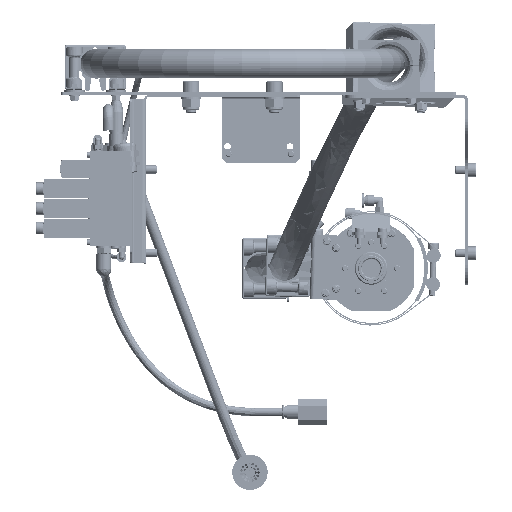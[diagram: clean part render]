
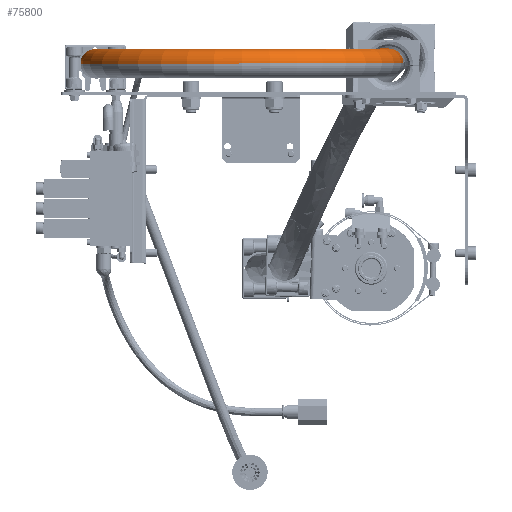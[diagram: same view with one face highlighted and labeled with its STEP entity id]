
A CAD part, left-side view. The second image highlights one B-rep face of the part: STEP entity #75800.
In plain terms, the highlighted toroidal (fillet/blend) face has major radius 141 mm and minor radius 14.15 mm.
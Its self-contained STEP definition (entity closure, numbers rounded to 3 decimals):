
#7926 = TOROIDAL_SURFACE ( 'NONE', #265513, 141., 14.15 ) ;
#10352 = CARTESIAN_POINT ( 'NONE',  ( -59., -30.972, 1962.148 ) ) ;
#14005 = EDGE_CURVE ( 'NONE', #232800, #142783, #55918, .T. ) ;
#28116 = ORIENTED_EDGE ( 'NONE', *, *, #167544, .T. ) ;
#34559 = DIRECTION ( 'NONE',  ( -1., 0., 0. ) ) ;
#44094 = AXIS2_PLACEMENT_3D ( 'NONE', #184163, #52323, #206276 ) ;
#50396 = EDGE_LOOP ( 'NONE', ( #111086, #28116, #199989, #183522, #150172, #156704 ) ) ;
#52323 = DIRECTION ( 'NONE',  ( 0., 0.002, 1. ) ) ;
#53212 = CARTESIAN_POINT ( 'NONE',  ( -59., -16.822, 1976.271 ) ) ;
#54507 = CARTESIAN_POINT ( 'NONE',  ( -59., -16.822, 1962.121 ) ) ;
#55918 = CIRCLE ( 'NONE', #197248, 126.85 ) ;
#56509 = CARTESIAN_POINT ( 'NONE',  ( -59., -2.672, 1962.093 ) ) ;
#69186 = VERTEX_POINT ( 'NONE', #10352 ) ;
#72405 = CIRCLE ( 'NONE', #128773, 14.15 ) ;
#73383 = FACE_OUTER_BOUND ( 'NONE', #50396, .T. ) ;
#75800 = ADVANCED_FACE ( 'NONE', ( #73383 ), #7926, .T. ) ;
#76653 = DIRECTION ( 'NONE',  ( 0., -1., 0.004 ) ) ;
#111086 = ORIENTED_EDGE ( 'NONE', *, *, #198913, .F. ) ;
#114332 = AXIS2_PLACEMENT_3D ( 'NONE', #54507, #208490, #76653 ) ;
#119744 = EDGE_CURVE ( 'NONE', #218567, #232800, #254812, .T. ) ;
#122759 = AXIS2_PLACEMENT_3D ( 'NONE', #166435, #34559, #188591 ) ;
#125041 = CIRCLE ( 'NONE', #122759, 14.15 ) ;
#126716 = DIRECTION ( 'NONE',  ( 1., 0., 0. ) ) ;
#128773 = AXIS2_PLACEMENT_3D ( 'NONE', #258463, #126716, #280589 ) ;
#130917 = CARTESIAN_POINT ( 'NONE',  ( -59., 265.178, 1961.571 ) ) ;
#131556 = VERTEX_POINT ( 'NONE', #284927 ) ;
#135900 = CIRCLE ( 'NONE', #44094, 155.15 ) ;
#142783 = VERTEX_POINT ( 'NONE', #56509 ) ;
#150172 = ORIENTED_EDGE ( 'NONE', *, *, #14005, .F. ) ;
#152328 = VERTEX_POINT ( 'NONE', #53212 ) ;
#153061 = DIRECTION ( 'NONE',  ( 0., -1., 0.002 ) ) ;
#153067 = DIRECTION ( 'NONE',  ( 0., 1., 0. ) ) ;
#156704 = ORIENTED_EDGE ( 'NONE', *, *, #119744, .F. ) ;
#166435 = CARTESIAN_POINT ( 'NONE',  ( -59., -16.822, 1962.121 ) ) ;
#167544 = EDGE_CURVE ( 'NONE', #131556, #69186, #135900, .T. ) ;
#183522 = ORIENTED_EDGE ( 'NONE', *, *, #250826, .T. ) ;
#184163 = CARTESIAN_POINT ( 'NONE',  ( -59., 124.178, 1961.846 ) ) ;
#188591 = DIRECTION ( 'NONE',  ( 0., -1., 0.004 ) ) ;
#197248 = AXIS2_PLACEMENT_3D ( 'NONE', #268476, #283339, #256511 ) ;
#198913 = EDGE_CURVE ( 'NONE', #131556, #218567, #72405, .T. ) ;
#199989 = ORIENTED_EDGE ( 'NONE', *, *, #207121, .T. ) ;
#206276 = DIRECTION ( 'NONE',  ( 0., -1., 0.002 ) ) ;
#207121 = EDGE_CURVE ( 'NONE', #69186, #152328, #125041, .T. ) ;
#208490 = DIRECTION ( 'NONE',  ( -1., 0., 0. ) ) ;
#210962 = CARTESIAN_POINT ( 'NONE',  ( -59., 251.028, 1961.598 ) ) ;
#212273 = AXIS2_PLACEMENT_3D ( 'NONE', #130917, #284720, #153067 ) ;
#216311 = CARTESIAN_POINT ( 'NONE',  ( -59., 265.178, 1975.721 ) ) ;
#218567 = VERTEX_POINT ( 'NONE', #216311 ) ;
#232800 = VERTEX_POINT ( 'NONE', #210962 ) ;
#250826 = EDGE_CURVE ( 'NONE', #152328, #142783, #259729, .T. ) ;
#254812 = CIRCLE ( 'NONE', #212273, 14.15 ) ;
#256511 = DIRECTION ( 'NONE',  ( 0., -1., 0.002 ) ) ;
#258463 = CARTESIAN_POINT ( 'NONE',  ( -59., 265.178, 1961.571 ) ) ;
#259729 = CIRCLE ( 'NONE', #114332, 14.15 ) ;
#265513 = AXIS2_PLACEMENT_3D ( 'NONE', #283762, #284716, #153061 ) ;
#268476 = CARTESIAN_POINT ( 'NONE',  ( -59., 124.178, 1961.846 ) ) ;
#280589 = DIRECTION ( 'NONE',  ( 0., 1., 0. ) ) ;
#283339 = DIRECTION ( 'NONE',  ( 0., 0.002, 1. ) ) ;
#283762 = CARTESIAN_POINT ( 'NONE',  ( -59., 124.178, 1961.846 ) ) ;
#284716 = DIRECTION ( 'NONE',  ( 0., 0.002, 1. ) ) ;
#284720 = DIRECTION ( 'NONE',  ( 1., 0., 0. ) ) ;
#284927 = CARTESIAN_POINT ( 'NONE',  ( -59., 279.328, 1961.543 ) ) ;
